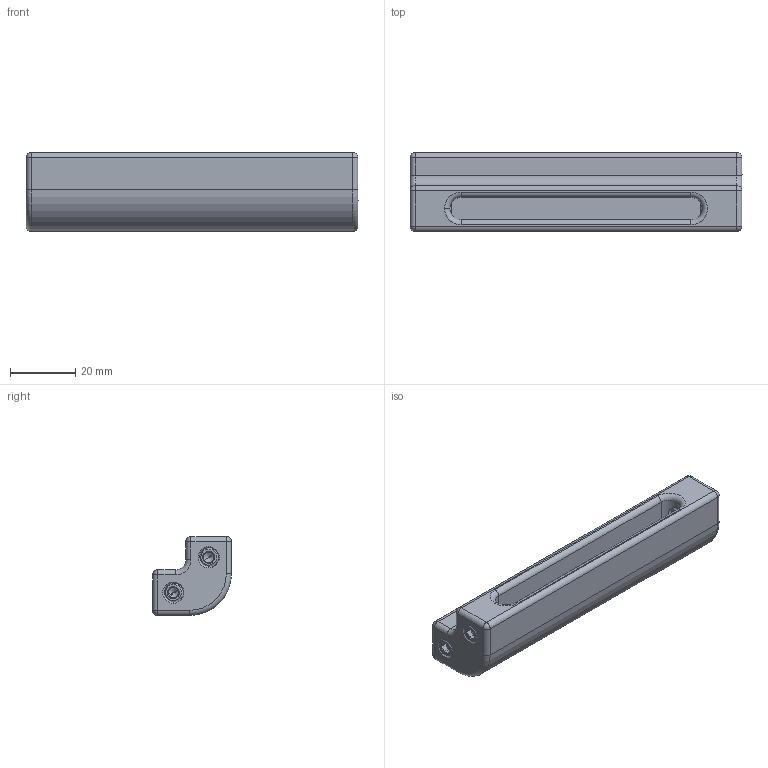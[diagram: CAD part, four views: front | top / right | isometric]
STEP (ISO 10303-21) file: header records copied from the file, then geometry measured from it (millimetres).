
FILE_DESCRIPTION (( 'STEP AP214' ), '1' );
FILE_NAME ('HG-5474 Rev A Corner Busbar Coupler STEP.STEP', '2018-12-24T04:30:47', ( '' ), ( '' ), 'SwSTEP 2.0', 'SolidWorks 2018', '' );
FILE_SCHEMA (( 'AUTOMOTIVE_DESIGN' ));
Length unit declared in the file: inch
Products named in the file (3): HG-5474 Rev A Corner Busbar Coupler STEP; HG-5475 Corner Busbar Coupler; Set Screw .250-20 x .500_92311A537
Assembly tree (5 placements, depth 2):
  HG-5474 Rev A Corner Busbar Coupler STEP
    HG-5475 Corner Busbar Coupler
    Set Screw .250-20 x .500_92311A537  x4
Bounding box: 101.6 x 24.13 x 24.13 mm (x, y, z)
Volume: 31758.7 mm3; surface area: 15808.2 mm2
Topology: 5 solids, 5 shells, 274 faces, 671 edges, 388 vertices
Faces by surface type: cylinder 107, cone 72, plane 66, bspline 12, torus 9, sphere 8
Entity records: 5635 total; most frequent: CARTESIAN_POINT 2703, DIRECTION 576, ORIENTED_EDGE 568, EDGE_CURVE 284, AXIS2_PLACEMENT_3D 229, VERTEX_POINT 166, EDGE_LOOP 134, ADVANCED_FACE 124
